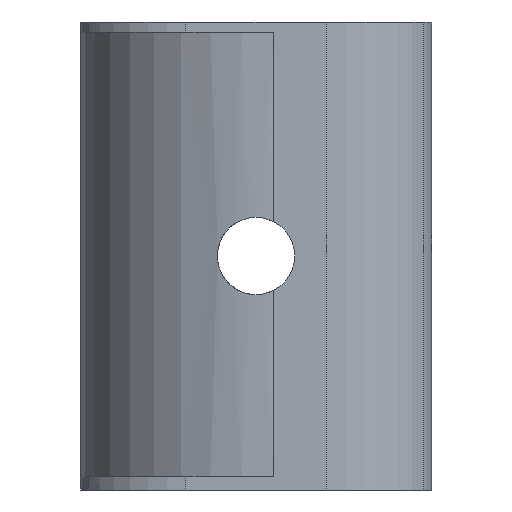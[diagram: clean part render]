
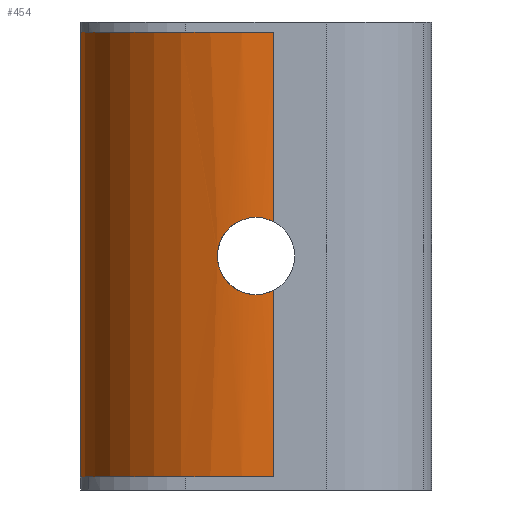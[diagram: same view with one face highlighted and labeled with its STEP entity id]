
A CAD part, front view. The second image highlights one B-rep face of the part: STEP entity #454.
In plain terms, the highlighted cylindrical face has radius 7.921 mm (diameter 15.843 mm), a partial arc.
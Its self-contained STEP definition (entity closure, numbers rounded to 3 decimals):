
#20 = AXIS2_PLACEMENT_3D ( 'NONE', #1023, #232, #308 ) ;
#28 = CARTESIAN_POINT ( 'NONE',  ( 0.754, -10.351, 0.571 ) ) ;
#37 = EDGE_CURVE ( 'NONE', #672, #911, #426, .T. ) ;
#43 = CARTESIAN_POINT ( 'NONE',  ( -7.489, -2.869, 0.571 ) ) ;
#51 = ORIENTED_EDGE ( 'NONE', *, *, #898, .T. ) ;
#53 = ORIENTED_EDGE ( 'NONE', *, *, #572, .T. ) ;
#78 = DIRECTION ( 'NONE',  ( -1., 0., 0. ) ) ;
#103 = VERTEX_POINT ( 'NONE', #866 ) ;
#107 = CARTESIAN_POINT ( 'NONE',  ( -1.44, -10.136, 10.834 ) ) ;
#110 = CARTESIAN_POINT ( 'NONE',  ( -1.242, -10.182, 8.908 ) ) ;
#120 = DIRECTION ( 'NONE',  ( 0., 0., 1. ) ) ;
#124 = B_SPLINE_CURVE_WITH_KNOTS ( 'NONE', 3,
 ( #971, #786, #607, #698, #258, #609 ),
 .UNSPECIFIED., .F., .F.,
 ( 4, 2, 4 ),
 ( 0., 0., 0.001 ),
 .UNSPECIFIED. ) ;
#160 = DIRECTION ( 'NONE',  ( 0., 0., -1. ) ) ;
#171 = DIRECTION ( 'NONE',  ( 0., 0., 1. ) ) ;
#194 = CARTESIAN_POINT ( 'NONE',  ( -1.607, -10.094, 9.567 ) ) ;
#200 = CARTESIAN_POINT ( 'NONE',  ( -1.089, -10.213, 8.756 ) ) ;
#205 = CARTESIAN_POINT ( 'NONE',  ( 0., -10.346, 11.65 ) ) ;
#213 = B_SPLINE_CURVE_WITH_KNOTS ( 'NONE', 3,
 ( #1083, #387, #1006, #625, #727, #293, #200, #110, #283, #821, #720, #194, #1080, #807, #382, #637, #810, #107, #736, #895, #997, #461, #897, #823, #1087, #205 ),
 .UNSPECIFIED., .F., .F.,
 ( 4, 2, 2, 2, 2, 2, 2, 2, 2, 2, 2, 2, 4 ),
 ( 0.001, 0.001, 0.002, 0.002, 0.002, 0.003, 0.003, 0.004, 0.004, 0.005, 0.005, 0.006, 0.006 ),
 .UNSPECIFIED. ) ;
#227 = CARTESIAN_POINT ( 'NONE',  ( 0., -10.346, 11.65 ) ) ;
#231 = VERTEX_POINT ( 'NONE', #457 ) ;
#232 = DIRECTION ( 'NONE',  ( 0., 0., -1. ) ) ;
#258 = CARTESIAN_POINT ( 'NONE',  ( 0.13, -10.353, 8.35 ) ) ;
#272 = CIRCLE ( 'NONE', #853, 7.922 ) ;
#283 = CARTESIAN_POINT ( 'NONE',  ( -1.311, -10.166, 8.992 ) ) ;
#285 = CIRCLE ( 'NONE', #1105, 7.922 ) ;
#293 = CARTESIAN_POINT ( 'NONE',  ( -1.007, -10.228, 8.688 ) ) ;
#296 = EDGE_CURVE ( 'NONE', #479, #1042, #918, .T. ) ;
#297 = B_SPLINE_CURVE_WITH_KNOTS ( 'NONE', 3,
 ( #227, #1114, #931, #936 ),
 .UNSPECIFIED., .F., .F.,
 ( 4, 4 ),
 ( 0.006, 0.007 ),
 .UNSPECIFIED. ) ;
#300 = CARTESIAN_POINT ( 'NONE',  ( 0.421, -2.436, 0.571 ) ) ;
#308 = DIRECTION ( 'NONE',  ( -1., 0., 0. ) ) ;
#334 = VERTEX_POINT ( 'NONE', #28 ) ;
#335 = CARTESIAN_POINT ( 'NONE',  ( 0.754, -10.351, 19.571 ) ) ;
#336 = EDGE_CURVE ( 'NONE', #911, #334, #285, .T. ) ;
#349 = CARTESIAN_POINT ( 'NONE',  ( -7.489, -2.869, 19.571 ) ) ;
#369 = ORIENTED_EDGE ( 'NONE', *, *, #296, .T. ) ;
#382 = CARTESIAN_POINT ( 'NONE',  ( -1.639, -10.085, 10.217 ) ) ;
#387 = CARTESIAN_POINT ( 'NONE',  ( -0.216, -10.335, 8.35 ) ) ;
#426 = LINE ( 'NONE', #349, #615 ) ;
#451 = LINE ( 'NONE', #1131, #814 ) ;
#453 = VECTOR ( 'NONE', #832, 1000. ) ;
#454 = ADVANCED_FACE ( 'NONE', ( #1099 ), #829, .T. ) ;
#457 = CARTESIAN_POINT ( 'NONE',  ( 0., -10.346, 8.35 ) ) ;
#461 = CARTESIAN_POINT ( 'NONE',  ( -0.533, -10.301, 11.565 ) ) ;
#469 = ORIENTED_EDGE ( 'NONE', *, *, #336, .T. ) ;
#479 = VERTEX_POINT ( 'NONE', #1115 ) ;
#489 = ORIENTED_EDGE ( 'NONE', *, *, #37, .T. ) ;
#505 = ORIENTED_EDGE ( 'NONE', *, *, #1022, .T. ) ;
#520 = CARTESIAN_POINT ( 'NONE',  ( -7.489, -2.869, 19.571 ) ) ;
#572 = EDGE_CURVE ( 'NONE', #1042, #672, #272, .T. ) ;
#607 = CARTESIAN_POINT ( 'NONE',  ( 0.515, -10.358, 8.427 ) ) ;
#609 = CARTESIAN_POINT ( 'NONE',  ( 0., -10.346, 8.35 ) ) ;
#615 = VECTOR ( 'NONE', #160, 1000. ) ;
#621 = DIRECTION ( 'NONE',  ( 0., 0., -1. ) ) ;
#622 = CARTESIAN_POINT ( 'NONE',  ( 0.754, -10.351, 8.532 ) ) ;
#625 = CARTESIAN_POINT ( 'NONE',  ( -0.731, -10.274, 8.517 ) ) ;
#630 = ORIENTED_EDGE ( 'NONE', *, *, #754, .T. ) ;
#637 = CARTESIAN_POINT ( 'NONE',  ( -1.597, -10.096, 10.429 ) ) ;
#647 = EDGE_CURVE ( 'NONE', #1074, #231, #124, .T. ) ;
#650 = DIRECTION ( 'NONE',  ( -1., 0., 0. ) ) ;
#672 = VERTEX_POINT ( 'NONE', #520 ) ;
#698 = CARTESIAN_POINT ( 'NONE',  ( 0.262, -10.357, 8.366 ) ) ;
#702 = ORIENTED_EDGE ( 'NONE', *, *, #647, .T. ) ;
#720 = CARTESIAN_POINT ( 'NONE',  ( -1.481, -10.126, 9.265 ) ) ;
#727 = CARTESIAN_POINT ( 'NONE',  ( -0.828, -10.259, 8.569 ) ) ;
#736 = CARTESIAN_POINT ( 'NONE',  ( -1.317, -10.166, 11.017 ) ) ;
#754 = EDGE_CURVE ( 'NONE', #231, #103, #213, .T. ) ;
#786 = CARTESIAN_POINT ( 'NONE',  ( 0.637, -10.356, 8.472 ) ) ;
#803 = CARTESIAN_POINT ( 'NONE',  ( 0.421, -2.436, 19.571 ) ) ;
#807 = CARTESIAN_POINT ( 'NONE',  ( -1.65, -10.082, 10.109 ) ) ;
#810 = CARTESIAN_POINT ( 'NONE',  ( -1.565, -10.105, 10.535 ) ) ;
#814 = VECTOR ( 'NONE', #171, 1000. ) ;
#821 = CARTESIAN_POINT ( 'NONE',  ( -1.431, -10.139, 9.171 ) ) ;
#823 = CARTESIAN_POINT ( 'NONE',  ( -0.216, -10.333, 11.639 ) ) ;
#829 = CYLINDRICAL_SURFACE ( 'NONE', #20, 7.922 ) ;
#832 = DIRECTION ( 'NONE',  ( 0., 0., 1. ) ) ;
#853 = AXIS2_PLACEMENT_3D ( 'NONE', #803, #621, #78 ) ;
#866 = CARTESIAN_POINT ( 'NONE',  ( 0., -10.346, 11.65 ) ) ;
#878 = EDGE_LOOP ( 'NONE', ( #489, #469, #505, #702, #630, #51, #369, #53 ) ) ;
#895 = CARTESIAN_POINT ( 'NONE',  ( -1.014, -10.228, 11.319 ) ) ;
#897 = CARTESIAN_POINT ( 'NONE',  ( -0.428, -10.313, 11.597 ) ) ;
#898 = EDGE_CURVE ( 'NONE', #103, #479, #297, .T. ) ;
#911 = VERTEX_POINT ( 'NONE', #43 ) ;
#912 = CARTESIAN_POINT ( 'NONE',  ( 0.754, -10.351, 19.571 ) ) ;
#918 = LINE ( 'NONE', #912, #453 ) ;
#931 = CARTESIAN_POINT ( 'NONE',  ( 0.52, -10.36, 11.588 ) ) ;
#936 = CARTESIAN_POINT ( 'NONE',  ( 0.754, -10.351, 11.468 ) ) ;
#971 = CARTESIAN_POINT ( 'NONE',  ( 0.754, -10.351, 8.532 ) ) ;
#997 = CARTESIAN_POINT ( 'NONE',  ( -0.831, -10.261, 11.442 ) ) ;
#1006 = CARTESIAN_POINT ( 'NONE',  ( -0.434, -10.314, 8.394 ) ) ;
#1022 = EDGE_CURVE ( 'NONE', #334, #1074, #451, .T. ) ;
#1023 = CARTESIAN_POINT ( 'NONE',  ( 0.421, -2.436, 19.571 ) ) ;
#1042 = VERTEX_POINT ( 'NONE', #335 ) ;
#1074 = VERTEX_POINT ( 'NONE', #622 ) ;
#1080 = CARTESIAN_POINT ( 'NONE',  ( -1.65, -10.082, 9.782 ) ) ;
#1083 = CARTESIAN_POINT ( 'NONE',  ( 0., -10.346, 8.35 ) ) ;
#1087 = CARTESIAN_POINT ( 'NONE',  ( -0.109, -10.341, 11.65 ) ) ;
#1099 = FACE_OUTER_BOUND ( 'NONE', #878, .T. ) ;
#1105 = AXIS2_PLACEMENT_3D ( 'NONE', #300, #120, #650 ) ;
#1114 = CARTESIAN_POINT ( 'NONE',  ( 0.261, -10.36, 11.65 ) ) ;
#1115 = CARTESIAN_POINT ( 'NONE',  ( 0.754, -10.351, 11.468 ) ) ;
#1131 = CARTESIAN_POINT ( 'NONE',  ( 0.754, -10.351, 19.571 ) ) ;
